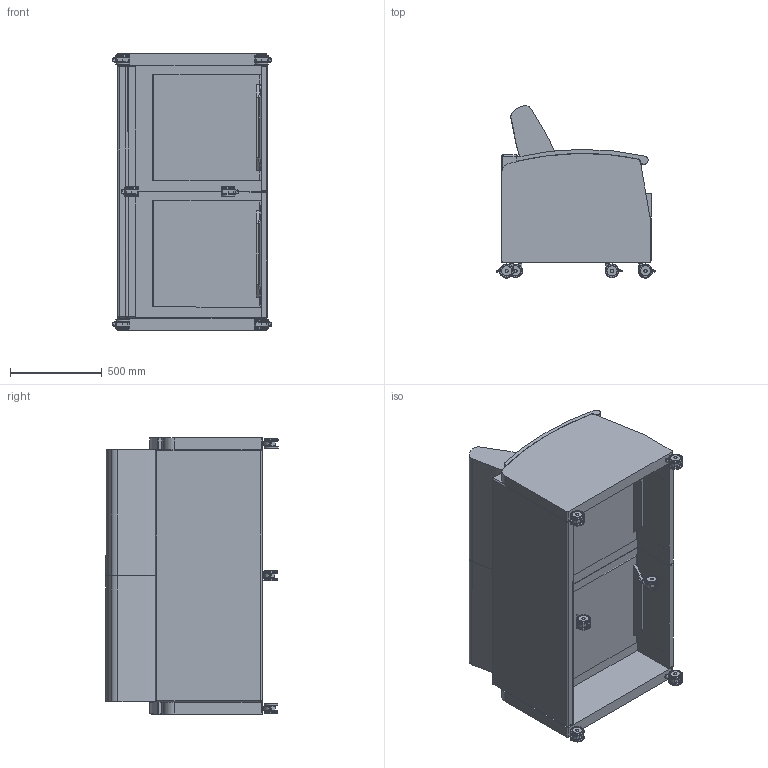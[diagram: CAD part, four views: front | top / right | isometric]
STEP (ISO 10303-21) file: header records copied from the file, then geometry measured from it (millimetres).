
FILE_DESCRIPTION(/* description */ (''),/* implementation_level */ '2;1');
FILE_NAME(/* name */ 'L1722W sitting (SYMBOL).stp',/* time_stamp */ '2017-03-24T10:58:15-04:00',/* author */ ('emerkel'),/* organization */ (''),/* preprocessor_version */ 'ST-DEVELOPER v16.5',/* originating_system */ 'Autodesk Inventor 2017',/* authorisation */ '');
FILE_SCHEMA (('AUTOMOTIVE_DESIGN { 1 0 10303 214 3 1 1 }'));
Length unit declared in the file: inch
Products named in the file (15): L1722U-W sitting (SYMBOL); E0800 UARM L; E0800 UARM R; UOBACK 0722; FL1010 MAC BLK; UFBACK E0700; USEAT 0700; UPOUT 0700; USEATX 0700; CAST COL 3"LC; CAST COL LOCK; CAST COL 3IN CENTER; CAST COL 3IN WHEEL; CAST COL 3IN INNER WHEEL; CSTR STEM 1.5C
Assembly tree (26 placements, depth 3):
  L1722U-W sitting (SYMBOL)
    E0800 UARM L
    E0800 UARM R
    UOBACK 0722
    FL1010 MAC BLK  x2
    UFBACK E0700  x2
    USEAT 0700  x2
    UPOUT 0700  x2
    USEATX 0700  x2
    CAST COL 3"LC  x6
      CAST COL 3IN WHEEL
      CAST COL LOCK
      CAST COL 3IN CENTER
      CAST COL 3IN INNER WHEEL
      CSTR STEM 1.5C
Bounding box: 866.95 x 936.91 x 1504.8 mm (x, y, z)
Volume: 447266592.6 mm3; surface area: 12335146.9 mm2
Topology: 55 solids, 55 shells, 1071 faces, 2305 edges, 1430 vertices
Faces by surface type: cylinder 431, plane 324, torus 224, sphere 60, cone 18, bspline 14
Full cylindrical faces by diameter (mm): 4.366 x6, 7.938 x17, 8.89 x6, 9.525 x6, 10.998 x6, 17.462 x6, 17.475 x6, 17.526 x12, 20.747 x6, 55.88 x12, 55.956 x12, 75.006 x12
Entity records: 8678 total; most frequent: CARTESIAN_POINT 2073, DIRECTION 1400, ORIENTED_EDGE 1166, EDGE_CURVE 583, AXIS2_PLACEMENT_3D 566, VERTEX_POINT 391, EDGE_LOOP 342, FACE_OUTER_BOUND 275
